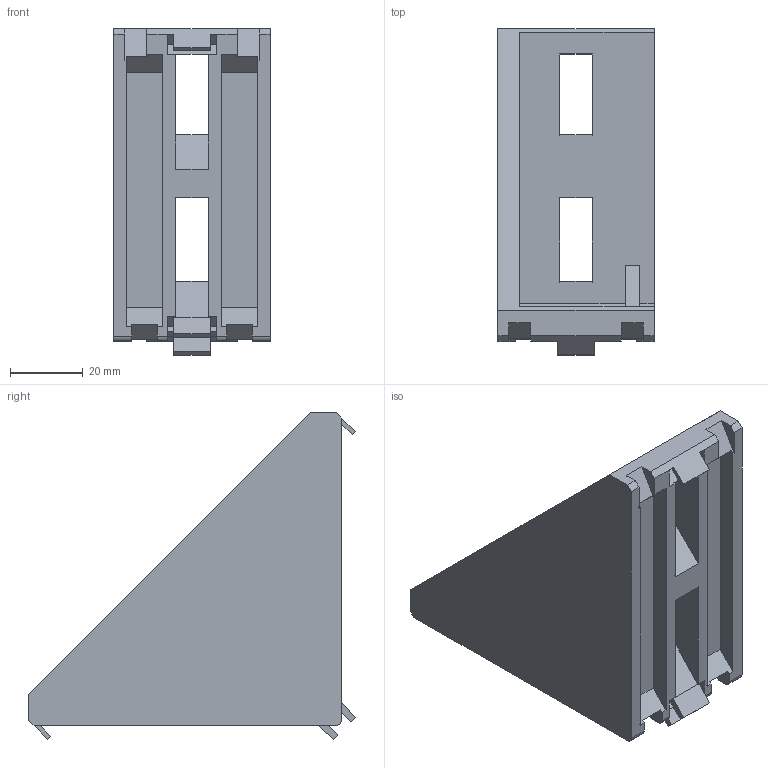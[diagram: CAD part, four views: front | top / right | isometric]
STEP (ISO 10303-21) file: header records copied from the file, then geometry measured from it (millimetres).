
FILE_DESCRIPTION(/* description */ (''),/* implementation_level */ '2;1');
FILE_NAME(/* name */ '1007761.stp',/* time_stamp */ '2024-07-24T15:58:40+02:00',/* author */ ('Bo'),/* organization */ (''),/* preprocessor_version */ 'ST-DEVELOPER v20',/* originating_system */ 'Autodesk Inventor 2025',/* authorisation */ ' ');
FILE_SCHEMA (('AUTOMOTIVE_DESIGN { 1 0 10303 214 3 1 1 }'));
Length unit declared in the file: millimetre
Products named in the file (2): 1007761; 1007761-1
Assembly tree (1 placements, depth 2):
  1007761
    1007761-1
Bounding box: 43 x 89.82 x 89.82 mm (x, y, z)
Volume: 59468.9 mm3; surface area: 27880.2 mm2
Topology: 1 solids, 1 shells, 116 faces, 344 edges, 228 vertices
Faces by surface type: plane 110, cylinder 6
Entity records: 3902 total; most frequent: CARTESIAN_POINT 691, ORIENTED_EDGE 688, DIRECTION 594, EDGE_CURVE 344, LINE 332, VECTOR 332, VERTEX_POINT 228, AXIS2_PLACEMENT_3D 131
